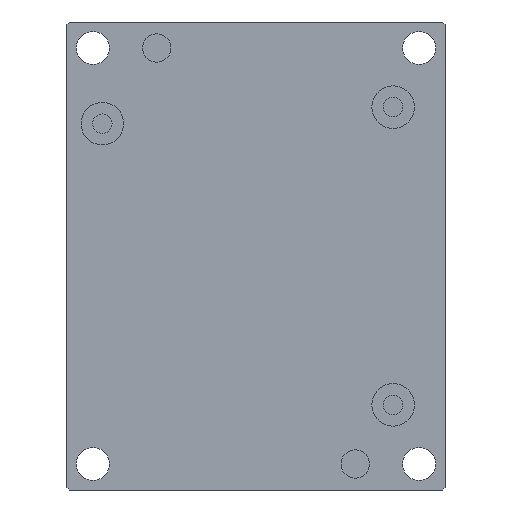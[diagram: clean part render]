
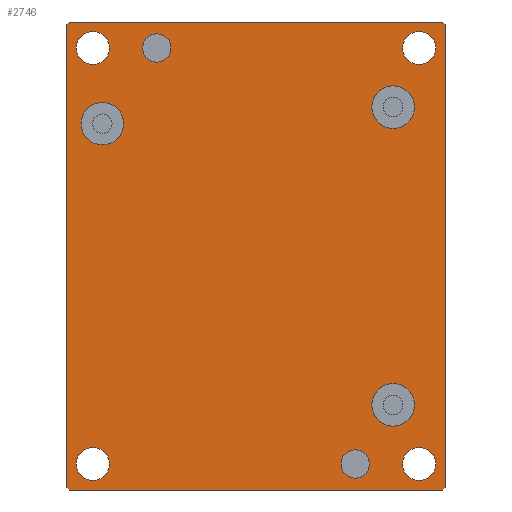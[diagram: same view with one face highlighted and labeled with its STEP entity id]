
A CAD part, front view. The second image highlights one B-rep face of the part: STEP entity #2746.
In plain terms, the highlighted planar face has unit normal (0, -1, 0).
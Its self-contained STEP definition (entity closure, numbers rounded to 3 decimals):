
#87=LINE('',#4086,#333);
#105=LINE('',#4121,#351);
#109=LINE('',#4134,#355);
#118=LINE('',#4151,#364);
#121=LINE('',#4163,#367);
#129=LINE('',#4183,#375);
#146=LINE('',#4215,#392);
#169=LINE('',#4332,#415);
#333=VECTOR('',#3273,10.);
#351=VECTOR('',#3293,10.);
#355=VECTOR('',#3305,10.);
#364=VECTOR('',#3316,10.);
#367=VECTOR('',#3327,10.);
#375=VECTOR('',#3343,10.);
#392=VECTOR('',#3362,10.);
#415=VECTOR('',#3507,10.);
#616=PLANE('',#3051);
#715=FACE_BOUND('',#1055,.T.);
#716=FACE_BOUND('',#1056,.T.);
#717=FACE_BOUND('',#1057,.T.);
#718=FACE_BOUND('',#1058,.T.);
#719=FACE_BOUND('',#1059,.T.);
#720=FACE_BOUND('',#1060,.T.);
#721=FACE_BOUND('',#1061,.T.);
#722=FACE_BOUND('',#1062,.T.);
#723=FACE_BOUND('',#1063,.T.);
#857=FACE_OUTER_BOUND('',#1054,.T.);
#1054=EDGE_LOOP('',(#2179,#2180,#2181,#2182,#2183,#2184,#2185,#2186));
#1055=EDGE_LOOP('',(#2187));
#1056=EDGE_LOOP('',(#2188));
#1057=EDGE_LOOP('',(#2189));
#1058=EDGE_LOOP('',(#2190));
#1059=EDGE_LOOP('',(#2191));
#1060=EDGE_LOOP('',(#2192));
#1061=EDGE_LOOP('',(#2193));
#1062=EDGE_LOOP('',(#2194));
#1063=EDGE_LOOP('',(#2195));
#1228=CIRCLE('',#2996,4.5);
#1230=CIRCLE('',#3000,4.5);
#1232=CIRCLE('',#3004,4.5);
#1234=CIRCLE('',#3008,3.);
#1236=CIRCLE('',#3012,3.);
#1238=CIRCLE('',#3016,3.5);
#1239=CIRCLE('',#3018,3.5);
#1240=CIRCLE('',#3020,3.5);
#1241=CIRCLE('',#3022,3.5);
#1312=VERTEX_POINT('',#4083);
#1313=VERTEX_POINT('',#4085);
#1329=VERTEX_POINT('',#4119);
#1334=VERTEX_POINT('',#4133);
#1341=VERTEX_POINT('',#4149);
#1345=VERTEX_POINT('',#4161);
#1346=VERTEX_POINT('',#4162);
#1354=VERTEX_POINT('',#4182);
#1378=VERTEX_POINT('',#4243);
#1380=VERTEX_POINT('',#4249);
#1382=VERTEX_POINT('',#4255);
#1384=VERTEX_POINT('',#4261);
#1386=VERTEX_POINT('',#4267);
#1388=VERTEX_POINT('',#4273);
#1389=VERTEX_POINT('',#4276);
#1390=VERTEX_POINT('',#4279);
#1391=VERTEX_POINT('',#4282);
#1572=EDGE_CURVE('',#1312,#1313,#87,.T.);
#1590=EDGE_CURVE('',#1329,#1312,#105,.T.);
#1596=EDGE_CURVE('',#1334,#1329,#109,.T.);
#1605=EDGE_CURVE('',#1334,#1341,#118,.T.);
#1610=EDGE_CURVE('',#1345,#1346,#121,.T.);
#1620=EDGE_CURVE('',#1346,#1354,#129,.T.);
#1637=EDGE_CURVE('',#1354,#1341,#146,.T.);
#1648=EDGE_CURVE('',#1378,#1378,#1228,.T.);
#1650=EDGE_CURVE('',#1380,#1380,#1230,.T.);
#1652=EDGE_CURVE('',#1382,#1382,#1232,.T.);
#1654=EDGE_CURVE('',#1384,#1384,#1234,.T.);
#1656=EDGE_CURVE('',#1386,#1386,#1236,.T.);
#1658=EDGE_CURVE('',#1388,#1388,#1238,.T.);
#1659=EDGE_CURVE('',#1389,#1389,#1239,.T.);
#1660=EDGE_CURVE('',#1390,#1390,#1240,.T.);
#1661=EDGE_CURVE('',#1391,#1391,#1241,.T.);
#1686=EDGE_CURVE('',#1345,#1313,#169,.T.);
#2179=ORIENTED_EDGE('',*,*,#1572,.F.);
#2180=ORIENTED_EDGE('',*,*,#1590,.F.);
#2181=ORIENTED_EDGE('',*,*,#1596,.F.);
#2182=ORIENTED_EDGE('',*,*,#1605,.T.);
#2183=ORIENTED_EDGE('',*,*,#1637,.F.);
#2184=ORIENTED_EDGE('',*,*,#1620,.F.);
#2185=ORIENTED_EDGE('',*,*,#1610,.F.);
#2186=ORIENTED_EDGE('',*,*,#1686,.T.);
#2187=ORIENTED_EDGE('',*,*,#1648,.T.);
#2188=ORIENTED_EDGE('',*,*,#1650,.T.);
#2189=ORIENTED_EDGE('',*,*,#1652,.T.);
#2190=ORIENTED_EDGE('',*,*,#1654,.T.);
#2191=ORIENTED_EDGE('',*,*,#1656,.T.);
#2192=ORIENTED_EDGE('',*,*,#1658,.T.);
#2193=ORIENTED_EDGE('',*,*,#1659,.T.);
#2194=ORIENTED_EDGE('',*,*,#1660,.T.);
#2195=ORIENTED_EDGE('',*,*,#1661,.T.);
#2746=ADVANCED_FACE('',(#857,#715,#716,#717,#718,#719,#720,#721,#722,#723),
#616,.T.);
#2996=AXIS2_PLACEMENT_3D('',#4244,#3397,#3398);
#3000=AXIS2_PLACEMENT_3D('',#4250,#3405,#3406);
#3004=AXIS2_PLACEMENT_3D('',#4256,#3413,#3414);
#3008=AXIS2_PLACEMENT_3D('',#4262,#3421,#3422);
#3012=AXIS2_PLACEMENT_3D('',#4268,#3429,#3430);
#3016=AXIS2_PLACEMENT_3D('',#4274,#3437,#3438);
#3018=AXIS2_PLACEMENT_3D('',#4277,#3441,#3442);
#3020=AXIS2_PLACEMENT_3D('',#4280,#3445,#3446);
#3022=AXIS2_PLACEMENT_3D('',#4283,#3449,#3450);
#3051=AXIS2_PLACEMENT_3D('',#4352,#3537,#3538);
#3273=DIRECTION('',(-0.707,0.,0.707));
#3293=DIRECTION('',(-1.,0.,0.));
#3305=DIRECTION('',(-0.707,0.,-0.707));
#3316=DIRECTION('',(0.,0.,1.));
#3327=DIRECTION('',(0.707,0.,0.707));
#3343=DIRECTION('',(1.,0.,0.));
#3362=DIRECTION('',(0.707,0.,-0.707));
#3397=DIRECTION('center_axis',(0.,1.,0.));
#3398=DIRECTION('ref_axis',(1.,0.,0.));
#3405=DIRECTION('center_axis',(0.,1.,0.));
#3406=DIRECTION('ref_axis',(1.,0.,0.));
#3413=DIRECTION('center_axis',(0.,1.,0.));
#3414=DIRECTION('ref_axis',(1.,0.,0.));
#3421=DIRECTION('center_axis',(0.,1.,0.));
#3422=DIRECTION('ref_axis',(1.,0.,0.));
#3429=DIRECTION('center_axis',(0.,1.,0.));
#3430=DIRECTION('ref_axis',(1.,0.,0.));
#3437=DIRECTION('center_axis',(0.,1.,0.));
#3438=DIRECTION('ref_axis',(-1.,0.,0.));
#3441=DIRECTION('center_axis',(0.,1.,0.));
#3442=DIRECTION('ref_axis',(-1.,0.,0.));
#3445=DIRECTION('center_axis',(0.,1.,0.));
#3446=DIRECTION('ref_axis',(-1.,0.,0.));
#3449=DIRECTION('center_axis',(0.,1.,0.));
#3450=DIRECTION('ref_axis',(-1.,0.,0.));
#3507=DIRECTION('',(0.,0.,-1.));
#3537=DIRECTION('center_axis',(0.,-1.,0.));
#3538=DIRECTION('ref_axis',(1.,0.,0.));
#4083=CARTESIAN_POINT('',(-39.5,-42.,-49.5));
#4085=CARTESIAN_POINT('',(-40.,-42.,-49.));
#4086=CARTESIAN_POINT('',(-52.125,-42.,-36.875));
#4119=CARTESIAN_POINT('',(39.5,-42.,-49.5));
#4121=CARTESIAN_POINT('',(-40.,-42.,-49.5));
#4133=CARTESIAN_POINT('',(40.,-42.,-49.));
#4134=CARTESIAN_POINT('',(32.125,-42.,-56.875));
#4149=CARTESIAN_POINT('',(40.,-42.,49.));
#4151=CARTESIAN_POINT('',(40.,-42.,0.));
#4161=CARTESIAN_POINT('',(-40.,-42.,49.));
#4162=CARTESIAN_POINT('',(-39.5,-42.,49.5));
#4163=CARTESIAN_POINT('',(-52.125,-42.,36.875));
#4182=CARTESIAN_POINT('',(39.5,-42.,49.5));
#4183=CARTESIAN_POINT('',(-40.,-42.,49.5));
#4215=CARTESIAN_POINT('',(32.125,-42.,56.875));
#4243=CARTESIAN_POINT('',(-28.,-42.,28.));
#4244=CARTESIAN_POINT('Origin',(-32.5,-42.,28.));
#4249=CARTESIAN_POINT('',(33.5,-42.,31.5));
#4250=CARTESIAN_POINT('Origin',(29.,-42.,31.5));
#4255=CARTESIAN_POINT('',(33.5,-42.,-31.5));
#4256=CARTESIAN_POINT('Origin',(29.,-42.,-31.5));
#4261=CARTESIAN_POINT('',(-18.,-42.,44.));
#4262=CARTESIAN_POINT('Origin',(-21.,-42.,44.));
#4267=CARTESIAN_POINT('',(24.,-42.,-44.));
#4268=CARTESIAN_POINT('Origin',(21.,-42.,-44.));
#4273=CARTESIAN_POINT('',(38.,-42.,-44.));
#4274=CARTESIAN_POINT('Origin',(34.5,-42.,-44.));
#4276=CARTESIAN_POINT('',(38.,-42.,44.));
#4277=CARTESIAN_POINT('Origin',(34.5,-42.,44.));
#4279=CARTESIAN_POINT('',(-31.,-42.,-44.));
#4280=CARTESIAN_POINT('Origin',(-34.5,-42.,-44.));
#4282=CARTESIAN_POINT('',(-31.,-42.,44.));
#4283=CARTESIAN_POINT('Origin',(-34.5,-42.,44.));
#4332=CARTESIAN_POINT('',(-40.,-42.,0.));
#4352=CARTESIAN_POINT('Origin',(-40.,-42.,0.));
